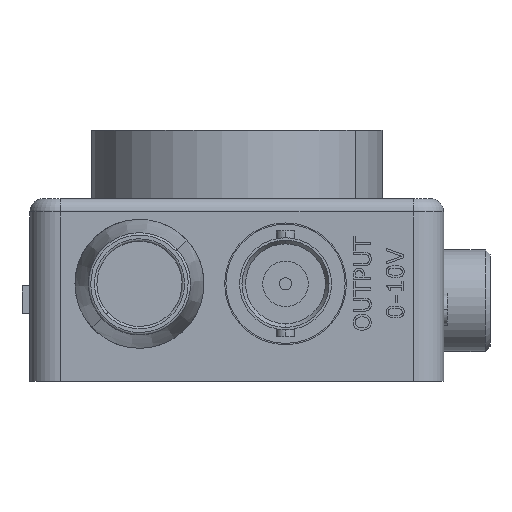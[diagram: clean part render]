
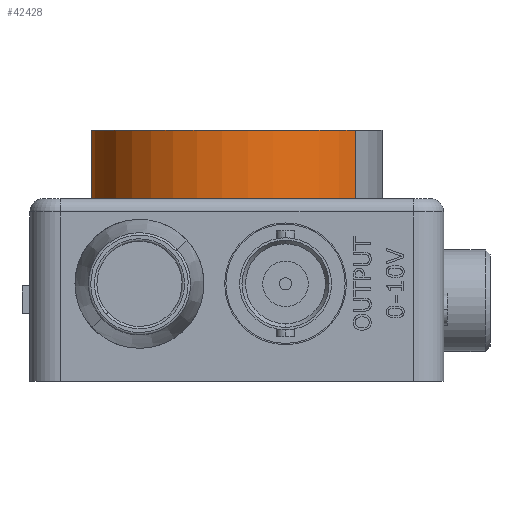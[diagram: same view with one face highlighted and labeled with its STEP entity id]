
A CAD part, front view. The second image highlights one B-rep face of the part: STEP entity #42428.
In plain terms, the highlighted cylindrical face has radius 15.24 mm (diameter 30.48 mm), a partial arc.
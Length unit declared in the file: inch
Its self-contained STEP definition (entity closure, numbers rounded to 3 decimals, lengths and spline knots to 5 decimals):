
#42428 = ADVANCED_FACE ( 'NONE', ( #83040 ), #83108, .T. ) ;
#42429 = ORIENTED_EDGE ( 'NONE', *, *, #42448, .F. ) ;
#42430 = ORIENTED_EDGE ( 'NONE', *, *, #42431, .F. ) ;
#42431 = EDGE_CURVE ( 'NONE', #42446, #42445, #83096, .T. ) ;
#42432 = ORIENTED_EDGE ( 'NONE', *, *, #42504, .T. ) ;
#42433 = ORIENTED_EDGE ( 'NONE', *, *, #42434, .T. ) ;
#42434 = EDGE_CURVE ( 'NONE', #42452, #42449, #83091, .T. ) ;
#42445 = VERTEX_POINT ( 'NONE', #83291 ) ;
#42446 = VERTEX_POINT ( 'NONE', #83290 ) ;
#42448 = EDGE_CURVE ( 'NONE', #42445, #42449, #83284, .T. ) ;
#42449 = VERTEX_POINT ( 'NONE', #83276 ) ;
#42452 = VERTEX_POINT ( 'NONE', #83262 ) ;
#42453 = EDGE_LOOP ( 'NONE', ( #42429, #42430, #42432, #42433 ) ) ;
#42504 = EDGE_CURVE ( 'NONE', #42446, #42452, #83655, .T. ) ;
#83040 = FACE_OUTER_BOUND ( 'NONE', #42453, .T. ) ;
#83087 = DIRECTION ( 'NONE',  ( 0.811, -0.585, 0. ) ) ;
#83088 = DIRECTION ( 'NONE',  ( 0., 0., 1. ) ) ;
#83089 = CARTESIAN_POINT ( 'NONE',  ( 0.85, 1.5, 0.75 ) ) ;
#83090 = AXIS2_PLACEMENT_3D ( 'NONE', #83089, #83088, #83087 ) ;
#83091 = CIRCLE ( 'NONE', #83090, 0.6 ) ;
#83093 = DIRECTION ( 'NONE',  ( 0.811, -0.585, 0. ) ) ;
#83094 = DIRECTION ( 'NONE',  ( 0., 0., 1. ) ) ;
#83095 = AXIS2_PLACEMENT_3D ( 'NONE', #83109, #83094, #83093 ) ;
#83096 = CIRCLE ( 'NONE', #83095, 0.6 ) ;
#83103 = DIRECTION ( 'NONE',  ( -0.811, 0.585, 0. ) ) ;
#83105 = DIRECTION ( 'NONE',  ( 0., 0., -1. ) ) ;
#83107 = AXIS2_PLACEMENT_3D ( 'NONE', #83112, #83105, #83103 ) ;
#83108 = CYLINDRICAL_SURFACE ( 'NONE', #83107, 0.6 ) ;
#83109 = CARTESIAN_POINT ( 'NONE',  ( 0.85, 1.5, 1.03 ) ) ;
#83112 = CARTESIAN_POINT ( 'NONE',  ( 0.85, 1.5, 1.03 ) ) ;
#83262 = CARTESIAN_POINT ( 'NONE',  ( 0.36322, 1.85078, 0.75 ) ) ;
#83276 = CARTESIAN_POINT ( 'NONE',  ( 1.33678, 1.14922, 0.75 ) ) ;
#83279 = DIRECTION ( 'NONE',  ( 0., 0., -1. ) ) ;
#83281 = VECTOR ( 'NONE', #83279, 39.37008 ) ;
#83283 = CARTESIAN_POINT ( 'NONE',  ( 1.33678, 1.14922, 1.03 ) ) ;
#83284 = LINE ( 'NONE', #83283, #83281 ) ;
#83290 = CARTESIAN_POINT ( 'NONE',  ( 0.36322, 1.85078, 1.03 ) ) ;
#83291 = CARTESIAN_POINT ( 'NONE',  ( 1.33678, 1.14922, 1.03 ) ) ;
#83650 = DIRECTION ( 'NONE',  ( 0., 0., -1. ) ) ;
#83652 = VECTOR ( 'NONE', #83650, 39.37008 ) ;
#83653 = CARTESIAN_POINT ( 'NONE',  ( 0.36322, 1.85078, 1.03 ) ) ;
#83655 = LINE ( 'NONE', #83653, #83652 ) ;
